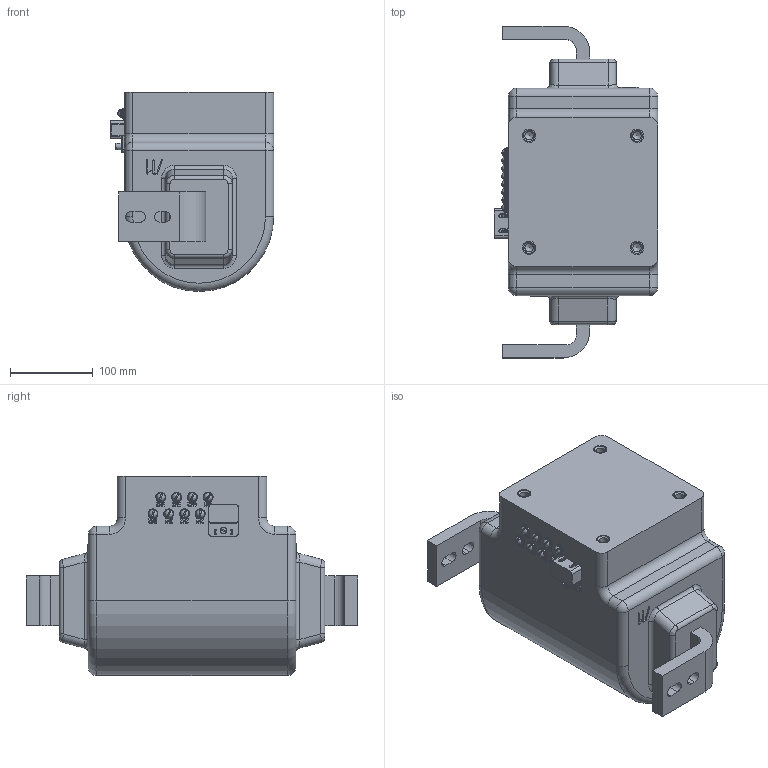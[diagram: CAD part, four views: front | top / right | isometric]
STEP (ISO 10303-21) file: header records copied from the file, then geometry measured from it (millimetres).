
FILE_DESCRIPTION(('STEP AP242'), '1');
FILE_NAME('ﾒﾋﾏ-10-5 ﾌ2 蒡 2000ﾀ', '', ('UNSPECIFIED'), ('UNSPECIFIED'), 'C3D Converter', 'C3D Toolkit', '');
FILE_SCHEMA(('AP242_MANAGED_MODEL_BASED_3D_ENGINEERING_MIM_LF { 1 0 10303 442 1 1 4 }'));
Length unit declared in the file: millimetre
Products named in the file (14): Втулка ЭК.8.211.004
Assembly tree (37 placements, depth 3):
  (unnamed)
    (unnamed)
    (unnamed)  x3
    (unnamed)
    Втулка ЭК.8.211.004  x10
    (unnamed)
    (unnamed)  x3
      (unnamed)
      (unnamed)
      (unnamed)
    (unnamed)  x6
      (unnamed)
      (unnamed)
      (unnamed)
    (unnamed)
      (unnamed)
      (unnamed)
      (unnamed)
    (unnamed)
    (unnamed)
Bounding box: 196.87 x 400 x 239.88 mm (x, y, z)
Volume: 9946242.1 mm3; surface area: 361054.1 mm2
Topology: 48 solids, 48 shells, 2028 faces, 5099 edges, 3257 vertices
Faces by surface type: plane 919, extrusion 504, cylinder 433, torus 72, cone 68, bspline 18, sphere 14
Full cylindrical faces by diameter (mm): 2 x4, 2.5 x1, 4 x20, 4.134 x2, 4.917 x10, 5 x1, 5.5 x1, 6 x10, 6.4 x10, 6.8 x2, 8 x1, 10 x30, 10.106 x4, 11.16 x2, 12 x10, 16 x16
Entity records: 72520 total; most frequent: CARTESIAN_POINT 24417, ORIENTED_EDGE 8240, DIRECTION 6437, EDGE_CURVE 4120, VERTEX_POINT 2717, VECTOR 2703, LINE 2199, AXIS2_PLACEMENT_3D 1867
